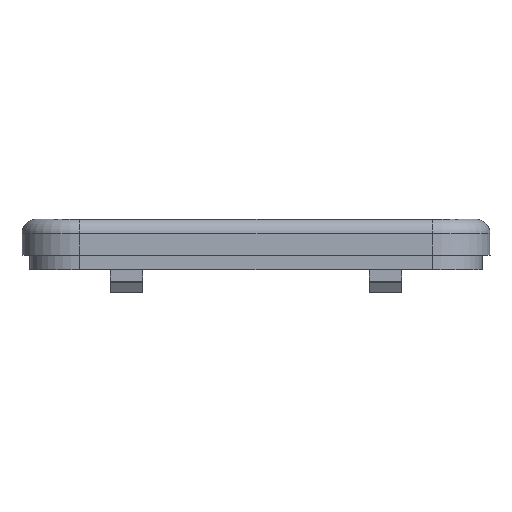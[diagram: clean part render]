
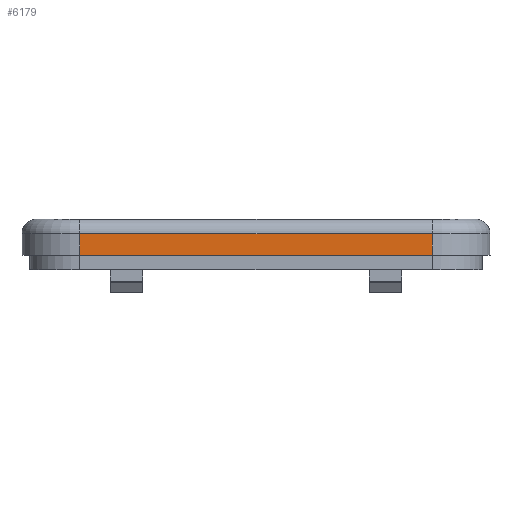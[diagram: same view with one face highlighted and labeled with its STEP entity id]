
A CAD part, left-side view. The second image highlights one B-rep face of the part: STEP entity #6179.
In plain terms, the highlighted planar face has unit normal (-1, 0, 0).
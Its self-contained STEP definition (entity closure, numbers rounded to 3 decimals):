
#2404 = PLANE('',#2405);
#2405 = AXIS2_PLACEMENT_3D('',#2406,#2407,#2408);
#2406 = CARTESIAN_POINT('',(45.,-29.5,3.6));
#2407 = DIRECTION('',(0.,0.,1.));
#2408 = DIRECTION('',(1.,0.,0.));
#4844 = EDGE_CURVE('',#4845,#4847,#4849,.T.);
#4845 = VERTEX_POINT('',#4846);
#4846 = CARTESIAN_POINT('',(-3.,-54.,3.6));
#4847 = VERTEX_POINT('',#4848);
#4848 = CARTESIAN_POINT('',(-3.,-5.,3.6));
#4849 = SURFACE_CURVE('',#4850,(#4854,#4861),.PCURVE_S1.);
#4850 = LINE('',#4851,#4852);
#4851 = CARTESIAN_POINT('',(-3.,-54.,3.6));
#4852 = VECTOR('',#4853,1.);
#4853 = DIRECTION('',(0.,1.,0.));
#4854 = PCURVE('',#2404,#4855);
#4855 = DEFINITIONAL_REPRESENTATION('',(#4856),#4860);
#4856 = LINE('',#4857,#4858);
#4857 = CARTESIAN_POINT('',(-48.,-24.5));
#4858 = VECTOR('',#4859,1.);
#4859 = DIRECTION('',(0.,1.));
#4860 = ( GEOMETRIC_REPRESENTATION_CONTEXT(2) 
PARAMETRIC_REPRESENTATION_CONTEXT() REPRESENTATION_CONTEXT('2D SPACE',''
  ) );
#4861 = PCURVE('',#4862,#4867);
#4862 = PLANE('',#4863);
#4863 = AXIS2_PLACEMENT_3D('',#4864,#4865,#4866);
#4864 = CARTESIAN_POINT('',(-3.,-5.,1.6));
#4865 = DIRECTION('',(1.,0.,0.));
#4866 = DIRECTION('',(0.,-1.,0.));
#4867 = DEFINITIONAL_REPRESENTATION('',(#4868),#4872);
#4868 = LINE('',#4869,#4870);
#4869 = CARTESIAN_POINT('',(49.,-2.));
#4870 = VECTOR('',#4871,1.);
#4871 = DIRECTION('',(-1.,0.));
#4872 = ( GEOMETRIC_REPRESENTATION_CONTEXT(2) 
PARAMETRIC_REPRESENTATION_CONTEXT() REPRESENTATION_CONTEXT('2D SPACE',''
  ) );
#4895 = CYLINDRICAL_SURFACE('',#4896,8.);
#4896 = AXIS2_PLACEMENT_3D('',#4897,#4898,#4899);
#4897 = CARTESIAN_POINT('',(5.,-5.,1.6));
#4898 = DIRECTION('',(-0.,-0.,-1.));
#4899 = DIRECTION('',(1.,0.,0.));
#5076 = CYLINDRICAL_SURFACE('',#5077,8.);
#5077 = AXIS2_PLACEMENT_3D('',#5078,#5079,#5080);
#5078 = CARTESIAN_POINT('',(5.,-54.,1.6));
#5079 = DIRECTION('',(-0.,-0.,-1.));
#5080 = DIRECTION('',(1.,0.,0.));
#5921 = CYLINDRICAL_SURFACE('',#5922,2.);
#5922 = AXIS2_PLACEMENT_3D('',#5923,#5924,#5925);
#5923 = CARTESIAN_POINT('',(-1.,-5.,6.6));
#5924 = DIRECTION('',(0.,-1.,0.));
#5925 = DIRECTION('',(0.,0.,-1.));
#6179 = ADVANCED_FACE('',(#6180),#4862,.F.);
#6180 = FACE_BOUND('',#6181,.F.);
#6181 = EDGE_LOOP('',(#6182,#6183,#6206,#6229));
#6182 = ORIENTED_EDGE('',*,*,#4844,.T.);
#6183 = ORIENTED_EDGE('',*,*,#6184,.T.);
#6184 = EDGE_CURVE('',#4847,#6185,#6187,.T.);
#6185 = VERTEX_POINT('',#6186);
#6186 = CARTESIAN_POINT('',(-3.,-5.,6.6));
#6187 = SURFACE_CURVE('',#6188,(#6192,#6199),.PCURVE_S1.);
#6188 = LINE('',#6189,#6190);
#6189 = CARTESIAN_POINT('',(-3.,-5.,1.6));
#6190 = VECTOR('',#6191,1.);
#6191 = DIRECTION('',(0.,0.,1.));
#6192 = PCURVE('',#4862,#6193);
#6193 = DEFINITIONAL_REPRESENTATION('',(#6194),#6198);
#6194 = LINE('',#6195,#6196);
#6195 = CARTESIAN_POINT('',(0.,0.));
#6196 = VECTOR('',#6197,1.);
#6197 = DIRECTION('',(0.,-1.));
#6198 = ( GEOMETRIC_REPRESENTATION_CONTEXT(2) 
PARAMETRIC_REPRESENTATION_CONTEXT() REPRESENTATION_CONTEXT('2D SPACE',''
  ) );
#6199 = PCURVE('',#4895,#6200);
#6200 = DEFINITIONAL_REPRESENTATION('',(#6201),#6205);
#6201 = LINE('',#6202,#6203);
#6202 = CARTESIAN_POINT('',(-3.142,0.));
#6203 = VECTOR('',#6204,1.);
#6204 = DIRECTION('',(-0.,-1.));
#6205 = ( GEOMETRIC_REPRESENTATION_CONTEXT(2) 
PARAMETRIC_REPRESENTATION_CONTEXT() REPRESENTATION_CONTEXT('2D SPACE',''
  ) );
#6206 = ORIENTED_EDGE('',*,*,#6207,.T.);
#6207 = EDGE_CURVE('',#6185,#6208,#6210,.T.);
#6208 = VERTEX_POINT('',#6209);
#6209 = CARTESIAN_POINT('',(-3.,-54.,6.6));
#6210 = SURFACE_CURVE('',#6211,(#6215,#6222),.PCURVE_S1.);
#6211 = LINE('',#6212,#6213);
#6212 = CARTESIAN_POINT('',(-3.,-5.,6.6));
#6213 = VECTOR('',#6214,1.);
#6214 = DIRECTION('',(0.,-1.,0.));
#6215 = PCURVE('',#4862,#6216);
#6216 = DEFINITIONAL_REPRESENTATION('',(#6217),#6221);
#6217 = LINE('',#6218,#6219);
#6218 = CARTESIAN_POINT('',(0.,-5.));
#6219 = VECTOR('',#6220,1.);
#6220 = DIRECTION('',(1.,0.));
#6221 = ( GEOMETRIC_REPRESENTATION_CONTEXT(2) 
PARAMETRIC_REPRESENTATION_CONTEXT() REPRESENTATION_CONTEXT('2D SPACE',''
  ) );
#6222 = PCURVE('',#5921,#6223);
#6223 = DEFINITIONAL_REPRESENTATION('',(#6224),#6228);
#6224 = LINE('',#6225,#6226);
#6225 = CARTESIAN_POINT('',(-1.571,0.));
#6226 = VECTOR('',#6227,1.);
#6227 = DIRECTION('',(-0.,1.));
#6228 = ( GEOMETRIC_REPRESENTATION_CONTEXT(2) 
PARAMETRIC_REPRESENTATION_CONTEXT() REPRESENTATION_CONTEXT('2D SPACE',''
  ) );
#6229 = ORIENTED_EDGE('',*,*,#6230,.F.);
#6230 = EDGE_CURVE('',#4845,#6208,#6231,.T.);
#6231 = SURFACE_CURVE('',#6232,(#6236,#6243),.PCURVE_S1.);
#6232 = LINE('',#6233,#6234);
#6233 = CARTESIAN_POINT('',(-3.,-54.,1.6));
#6234 = VECTOR('',#6235,1.);
#6235 = DIRECTION('',(0.,0.,1.));
#6236 = PCURVE('',#4862,#6237);
#6237 = DEFINITIONAL_REPRESENTATION('',(#6238),#6242);
#6238 = LINE('',#6239,#6240);
#6239 = CARTESIAN_POINT('',(49.,0.));
#6240 = VECTOR('',#6241,1.);
#6241 = DIRECTION('',(0.,-1.));
#6242 = ( GEOMETRIC_REPRESENTATION_CONTEXT(2) 
PARAMETRIC_REPRESENTATION_CONTEXT() REPRESENTATION_CONTEXT('2D SPACE',''
  ) );
#6243 = PCURVE('',#5076,#6244);
#6244 = DEFINITIONAL_REPRESENTATION('',(#6245),#6249);
#6245 = LINE('',#6246,#6247);
#6246 = CARTESIAN_POINT('',(-3.142,0.));
#6247 = VECTOR('',#6248,1.);
#6248 = DIRECTION('',(-0.,-1.));
#6249 = ( GEOMETRIC_REPRESENTATION_CONTEXT(2) 
PARAMETRIC_REPRESENTATION_CONTEXT() REPRESENTATION_CONTEXT('2D SPACE',''
  ) );
